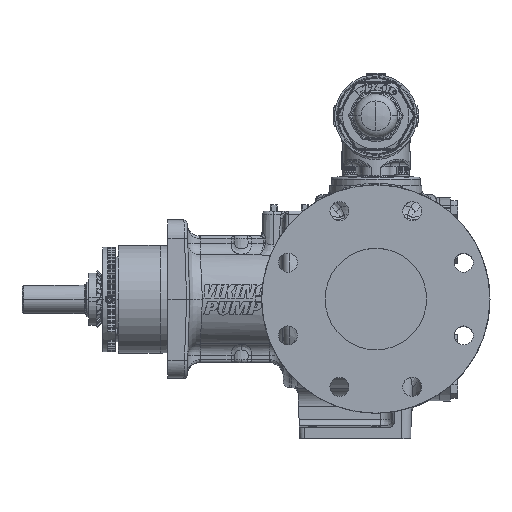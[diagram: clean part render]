
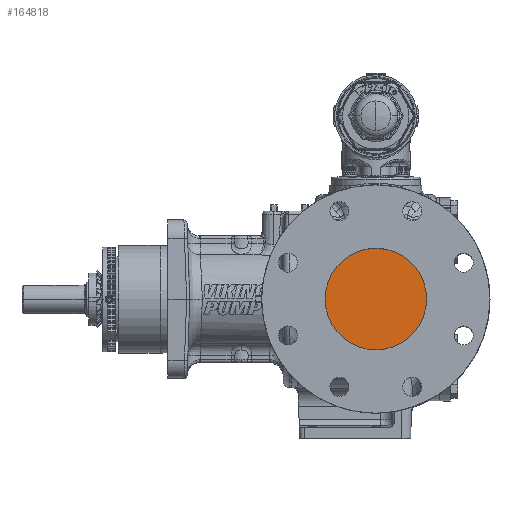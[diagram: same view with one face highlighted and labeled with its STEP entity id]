
A CAD part, top view. The second image highlights one B-rep face of the part: STEP entity #164818.
In plain terms, the highlighted planar face has unit normal (0, 0, 1).
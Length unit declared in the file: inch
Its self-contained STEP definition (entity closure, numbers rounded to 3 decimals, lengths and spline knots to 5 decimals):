
#1344 = FACE_OUTER_BOUND ( 'NONE', #162968, .T. ) ;
#10488 = VERTEX_POINT ( 'NONE', #85160 ) ;
#14876 = DIRECTION ( 'NONE',  ( 1., 0., 0. ) ) ;
#22929 = CIRCLE ( 'NONE', #29127, 2. ) ;
#29127 = AXIS2_PLACEMENT_3D ( 'NONE', #215678, #115458, #14876 ) ;
#43224 = AXIS2_PLACEMENT_3D ( 'NONE', #83154, #200355, #100122 ) ;
#52714 = ORIENTED_EDGE ( 'NONE', *, *, #167925, .T. ) ;
#53995 = ORIENTED_EDGE ( 'NONE', *, *, #119613, .T. ) ;
#64699 = DIRECTION ( 'NONE',  ( 0., 0., 1. ) ) ;
#83154 = CARTESIAN_POINT ( 'NONE',  ( -2.5, 0., 6.25 ) ) ;
#85160 = CARTESIAN_POINT ( 'NONE',  ( -4.5, 0., 6.25 ) ) ;
#100122 = DIRECTION ( 'NONE',  ( 1., 0., 0. ) ) ;
#112847 = VERTEX_POINT ( 'NONE', #155520 ) ;
#115458 = DIRECTION ( 'NONE',  ( 0., 0., 1. ) ) ;
#119613 = EDGE_CURVE ( 'NONE', #112847, #10488, #22929, .T. ) ;
#140524 = AXIS2_PLACEMENT_3D ( 'NONE', #165040, #64699, #181752 ) ;
#155520 = CARTESIAN_POINT ( 'NONE',  ( -0.5, 0., 6.25 ) ) ;
#162968 = EDGE_LOOP ( 'NONE', ( #52714, #53995 ) ) ;
#164818 = ADVANCED_FACE ( 'NONE', ( #1344 ), #181199, .T. ) ;
#165040 = CARTESIAN_POINT ( 'NONE',  ( -2.5, 0., 6.25 ) ) ;
#167059 = CIRCLE ( 'NONE', #140524, 2. ) ;
#167925 = EDGE_CURVE ( 'NONE', #10488, #112847, #167059, .T. ) ;
#181199 = PLANE ( 'NONE',  #43224 ) ;
#181752 = DIRECTION ( 'NONE',  ( 1., 0., 0. ) ) ;
#200355 = DIRECTION ( 'NONE',  ( 0., 0., 1. ) ) ;
#215678 = CARTESIAN_POINT ( 'NONE',  ( -2.5, 0., 6.25 ) ) ;
